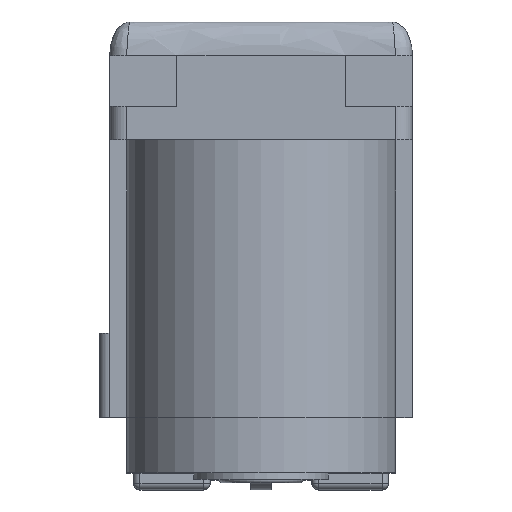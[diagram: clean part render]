
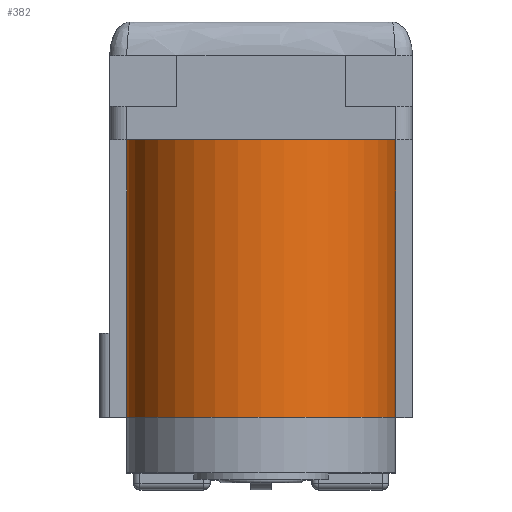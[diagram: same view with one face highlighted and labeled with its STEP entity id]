
A CAD part, top view. The second image highlights one B-rep face of the part: STEP entity #382.
In plain terms, the highlighted cylindrical face has radius 4 mm (diameter 8 mm), a partial arc.
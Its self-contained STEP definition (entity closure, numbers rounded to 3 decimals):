
#382=ADVANCED_FACE('',(#2960),#2962,.T.);
#2960=FACE_BOUND('',#2961,.T.);
#2961=EDGE_LOOP('',(#5025,#5026,#5027,#5028));
#2962=CYLINDRICAL_SURFACE('',#2963,4.);
#2963=AXIS2_PLACEMENT_3D('',#2964,#2965,#2966);
#2964=CARTESIAN_POINT('',(0.,4.,6.5));
#2965=DIRECTION('',(0.,1.,0.));
#2966=DIRECTION('',(-1.,0.,0.));
#5025=ORIENTED_EDGE('',*,*,#6038,.F.);
#5026=ORIENTED_EDGE('',*,*,#6035,.F.);
#5027=ORIENTED_EDGE('',*,*,#6027,.F.);
#5028=ORIENTED_EDGE('',*,*,#6077,.T.);
#6027=EDGE_CURVE('',#6627,#6629,#6630,.T.);
#6035=EDGE_CURVE('',#6629,#6641,#6642,.T.);
#6038=EDGE_CURVE('',#6641,#6646,#6647,.F.);
#6077=EDGE_CURVE('',#6627,#6646,#6716,.T.);
#6627=VERTEX_POINT('',#7737);
#6629=VERTEX_POINT('',#7741);
#6630=CIRCLE('',#7742,4.);
#6641=VERTEX_POINT('',#7801);
#6642=LINE('',#7802,#7803);
#6646=VERTEX_POINT('',#7813);
#6647=CIRCLE('',#7814,4.);
#6716=LINE('',#7964,#7965);
#7737=CARTESIAN_POINT('',(-4.,4.,6.5));
#7741=CARTESIAN_POINT('',(4.,4.,6.5));
#7742=AXIS2_PLACEMENT_3D('',#7743,#7744,#7745);
#7743=CARTESIAN_POINT('',(0.,4.,6.5));
#7744=DIRECTION('',(0.,1.,0.));
#7745=DIRECTION('',(-1.,0.,0.));
#7801=CARTESIAN_POINT('',(4.,-4.25,6.5));
#7802=CARTESIAN_POINT('',(4.,4.,6.5));
#7803=VECTOR('',#7804,1.);
#7804=DIRECTION('',(0.,-1.,0.));
#7813=CARTESIAN_POINT('',(-4.,-4.25,6.5));
#7814=AXIS2_PLACEMENT_3D('',#7815,#7816,#7817);
#7815=CARTESIAN_POINT('',(0.,-4.25,6.5));
#7816=DIRECTION('',(0.,1.,0.));
#7817=DIRECTION('',(-1.,0.,0.));
#7964=CARTESIAN_POINT('',(-4.,4.,6.5));
#7965=VECTOR('',#7966,1.);
#7966=DIRECTION('',(0.,-1.,0.));
